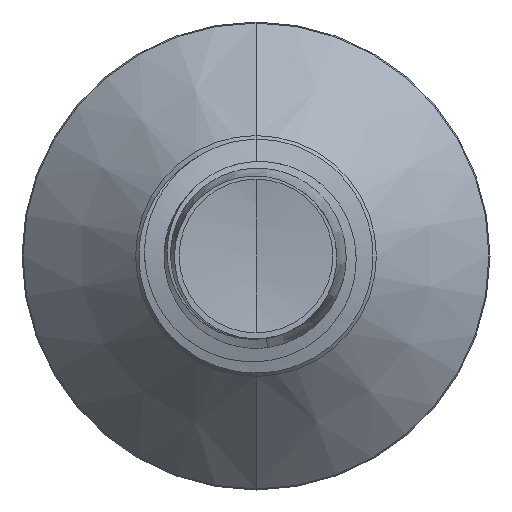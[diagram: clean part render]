
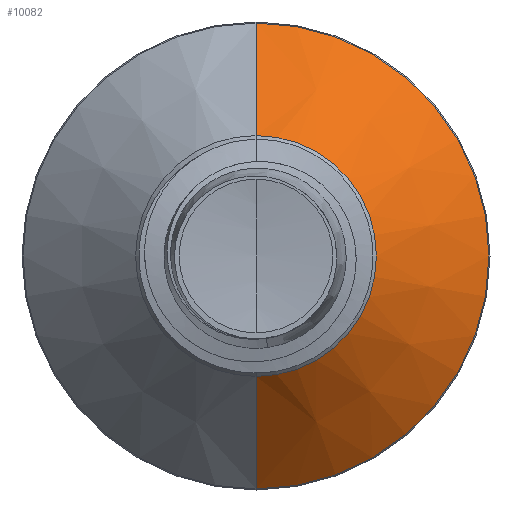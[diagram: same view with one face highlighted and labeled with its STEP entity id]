
A CAD part, front view. The second image highlights one B-rep face of the part: STEP entity #10082.
In plain terms, the highlighted conical face has half-angle 45 degrees and reference radius 3.088 mm.
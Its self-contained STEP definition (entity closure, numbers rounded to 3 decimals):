
#448 = VERTEX_POINT ( 'NONE', #8446 ) ;
#1205 = AXIS2_PLACEMENT_3D ( 'NONE', #9625, #9615, #9608 ) ;
#1320 = FACE_OUTER_BOUND ( 'NONE', #10945, .T. ) ;
#1492 = VECTOR ( 'NONE', #5757, 1000. ) ;
#1569 = DIRECTION ( 'NONE',  ( 0., 1., 0. ) ) ;
#1572 = CARTESIAN_POINT ( 'NONE',  ( 0., 2.739, 3.089 ) ) ;
#1668 = ORIENTED_EDGE ( 'NONE', *, *, #3200, .T. ) ;
#1794 = LINE ( 'NONE', #5740, #1492 ) ;
#1842 = CARTESIAN_POINT ( 'NONE',  ( 0., 5.624, -5.974 ) ) ;
#1986 = DIRECTION ( 'NONE',  ( 0., 0., 1. ) ) ;
#1999 = DIRECTION ( 'NONE',  ( 0., 1., 0. ) ) ;
#2007 = CARTESIAN_POINT ( 'NONE',  ( 0., 2.739, 0. ) ) ;
#2111 = VERTEX_POINT ( 'NONE', #1842 ) ;
#2730 = AXIS2_PLACEMENT_3D ( 'NONE', #10852, #1569, #8077 ) ;
#3093 = DIRECTION ( 'NONE',  ( 0., 0.707, -0.707 ) ) ;
#3200 = EDGE_CURVE ( 'NONE', #5662, #2111, #6463, .T. ) ;
#3544 = CONICAL_SURFACE ( 'NONE', #2730, 3.089, 0.785 ) ;
#3850 = EDGE_CURVE ( 'NONE', #448, #2111, #8205, .T. ) ;
#3907 = ORIENTED_EDGE ( 'NONE', *, *, #8045, .T. ) ;
#5662 = VERTEX_POINT ( 'NONE', #9292 ) ;
#5740 = CARTESIAN_POINT ( 'NONE',  ( 0., 2.739, 3.089 ) ) ;
#5757 = DIRECTION ( 'NONE',  ( 0., 0.707, 0.707 ) ) ;
#5905 = CARTESIAN_POINT ( 'NONE',  ( 0., 2.739, -3.089 ) ) ;
#6463 = LINE ( 'NONE', #5905, #10647 ) ;
#7335 = EDGE_CURVE ( 'NONE', #9569, #448, #1794, .T. ) ;
#7919 = AXIS2_PLACEMENT_3D ( 'NONE', #2007, #1999, #1986 ) ;
#8045 = EDGE_CURVE ( 'NONE', #9569, #5662, #9114, .T. ) ;
#8077 = DIRECTION ( 'NONE',  ( 0., 0., 1. ) ) ;
#8205 = CIRCLE ( 'NONE', #1205, 5.974 ) ;
#8446 = CARTESIAN_POINT ( 'NONE',  ( 0., 5.624, 5.974 ) ) ;
#9114 = CIRCLE ( 'NONE', #7919, 3.089 ) ;
#9150 = ORIENTED_EDGE ( 'NONE', *, *, #7335, .F. ) ;
#9292 = CARTESIAN_POINT ( 'NONE',  ( 0., 2.739, -3.089 ) ) ;
#9569 = VERTEX_POINT ( 'NONE', #1572 ) ;
#9608 = DIRECTION ( 'NONE',  ( 0., 0., 1. ) ) ;
#9615 = DIRECTION ( 'NONE',  ( 0., 1., 0. ) ) ;
#9625 = CARTESIAN_POINT ( 'NONE',  ( 0., 5.624, 0. ) ) ;
#10082 = ADVANCED_FACE ( 'NONE', ( #1320 ), #3544, .T. ) ;
#10647 = VECTOR ( 'NONE', #3093, 1000. ) ;
#10744 = ORIENTED_EDGE ( 'NONE', *, *, #3850, .F. ) ;
#10852 = CARTESIAN_POINT ( 'NONE',  ( 0., 2.739, 0. ) ) ;
#10945 = EDGE_LOOP ( 'NONE', ( #3907, #1668, #10744, #9150 ) ) ;
